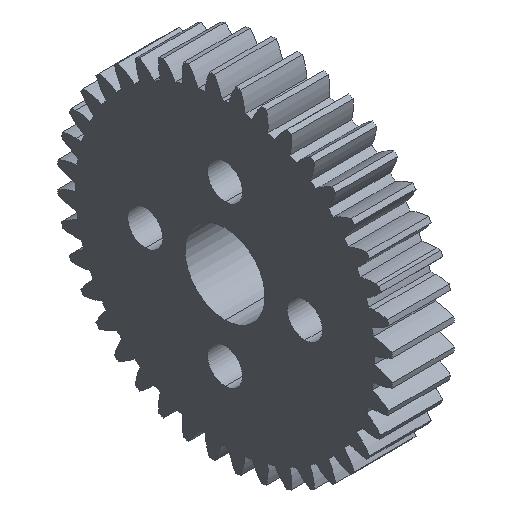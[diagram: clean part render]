
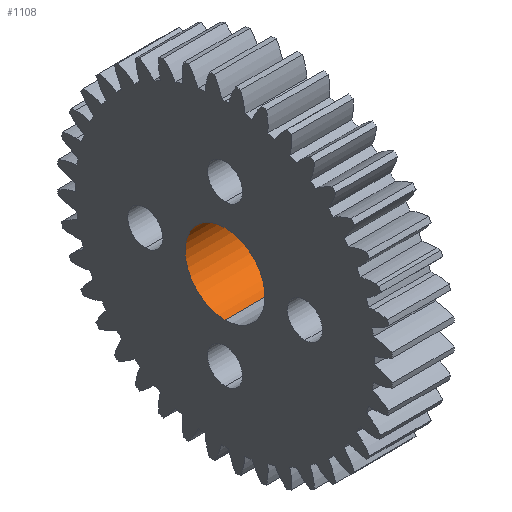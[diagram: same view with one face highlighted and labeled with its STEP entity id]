
A CAD part, isometric view. The second image highlights one B-rep face of the part: STEP entity #1108.
In plain terms, the highlighted cylindrical face has radius 4 mm (diameter 8 mm), a partial arc.
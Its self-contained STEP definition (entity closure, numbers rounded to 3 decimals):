
#21 = ORIENTED_EDGE ( 'NONE', *, *, #5613, .F. ) ;
#129 = VECTOR ( 'NONE', #1583, 1000. ) ;
#282 = FACE_OUTER_BOUND ( 'NONE', #4582, .T. ) ;
#558 = CARTESIAN_POINT ( 'NONE',  ( 0., 0., 4. ) ) ;
#611 = CARTESIAN_POINT ( 'NONE',  ( 6.2, 0., 4. ) ) ;
#613 = EDGE_CURVE ( 'NONE', #5439, #5623, #5654, .T. ) ;
#651 = EDGE_CURVE ( 'NONE', #1854, #5439, #4388, .T. ) ;
#1108 = ADVANCED_FACE ( 'NONE', ( #282 ), #2593, .F. ) ;
#1391 = ORIENTED_EDGE ( 'NONE', *, *, #613, .T. ) ;
#1406 = CARTESIAN_POINT ( 'NONE',  ( 6.2, 0., -4. ) ) ;
#1583 = DIRECTION ( 'NONE',  ( -1., 0., 0. ) ) ;
#1665 = DIRECTION ( 'NONE',  ( -1., 0., 0. ) ) ;
#1825 = DIRECTION ( 'NONE',  ( -1., 0., 0. ) ) ;
#1848 = CARTESIAN_POINT ( 'NONE',  ( 0., 0., 0. ) ) ;
#1854 = VERTEX_POINT ( 'NONE', #1406 ) ;
#1895 = AXIS2_PLACEMENT_3D ( 'NONE', #1848, #1825, #2788 ) ;
#2029 = CARTESIAN_POINT ( 'NONE',  ( 0., 0., -4. ) ) ;
#2373 = VECTOR ( 'NONE', #1665, 1000. ) ;
#2484 = ORIENTED_EDGE ( 'NONE', *, *, #651, .T. ) ;
#2593 = CYLINDRICAL_SURFACE ( 'NONE', #3881, 4. ) ;
#2683 = DIRECTION ( 'NONE',  ( 0., 0., 1. ) ) ;
#2698 = CARTESIAN_POINT ( 'NONE',  ( 50., 0., 0. ) ) ;
#2788 = DIRECTION ( 'NONE',  ( 0., 0., -1. ) ) ;
#2808 = LINE ( 'NONE', #3492, #129 ) ;
#2935 = VERTEX_POINT ( 'NONE', #2029 ) ;
#2945 = CIRCLE ( 'NONE', #1895, 4. ) ;
#3492 = CARTESIAN_POINT ( 'NONE',  ( 50., 0., -4. ) ) ;
#3881 = AXIS2_PLACEMENT_3D ( 'NONE', #2698, #5010, #2683 ) ;
#3887 = EDGE_CURVE ( 'NONE', #5623, #2935, #2945, .T. ) ;
#4345 = AXIS2_PLACEMENT_3D ( 'NONE', #6015, #4583, #5457 ) ;
#4388 = CIRCLE ( 'NONE', #4345, 4. ) ;
#4542 = CARTESIAN_POINT ( 'NONE',  ( 50., 0., 4. ) ) ;
#4582 = EDGE_LOOP ( 'NONE', ( #21, #2484, #1391, #5616 ) ) ;
#4583 = DIRECTION ( 'NONE',  ( 1., 0., 0. ) ) ;
#5010 = DIRECTION ( 'NONE',  ( -1., 0., 0. ) ) ;
#5439 = VERTEX_POINT ( 'NONE', #611 ) ;
#5457 = DIRECTION ( 'NONE',  ( 0., 0., 1. ) ) ;
#5613 = EDGE_CURVE ( 'NONE', #1854, #2935, #2808, .T. ) ;
#5616 = ORIENTED_EDGE ( 'NONE', *, *, #3887, .T. ) ;
#5623 = VERTEX_POINT ( 'NONE', #558 ) ;
#5654 = LINE ( 'NONE', #4542, #2373 ) ;
#6015 = CARTESIAN_POINT ( 'NONE',  ( 6.2, 0., 0. ) ) ;
